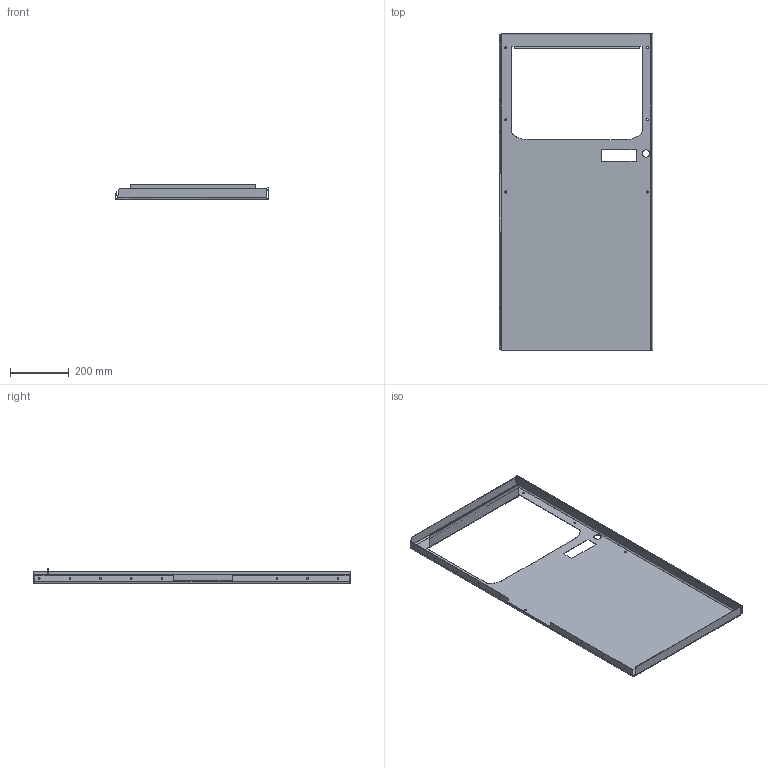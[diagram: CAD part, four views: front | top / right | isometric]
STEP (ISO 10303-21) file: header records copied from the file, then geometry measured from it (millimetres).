
FILE_DESCRIPTION((''),'2;1');
FILE_NAME('Porte_Devant.stp','2010-09-23T16:45:49',('claivier'),(''),'Autodesk Inventor 11','Autodesk Inventor 11','');
FILE_SCHEMA(('AUTOMOTIVE_DESIGN { 1 0 10303 214 1 1 1 1 }'));
Length unit declared in the file: millimetre
Products named in the file (1): Porte_Devant
Bounding box: 521.6 x 1080.1 x 52.98 mm (x, y, z)
Volume: 887627.4 mm3; surface area: 1118844.1 mm2
Topology: 1 solids, 1 shells, 93 faces, 251 edges, 160 vertices
Faces by surface type: plane 43, bspline 32, cylinder 18
Entity records: 3499 total; most frequent: CARTESIAN_POINT 1227, ORIENTED_EDGE 472, DIRECTION 412, EDGE_CURVE 236, VERTEX_POINT 160, VECTOR 148, LINE 148, EDGE_LOOP 142
